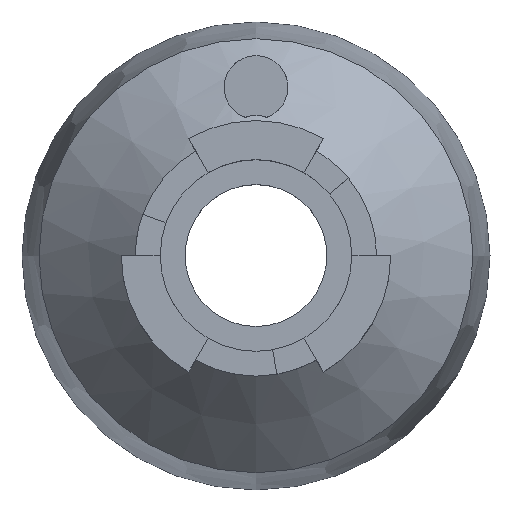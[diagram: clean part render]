
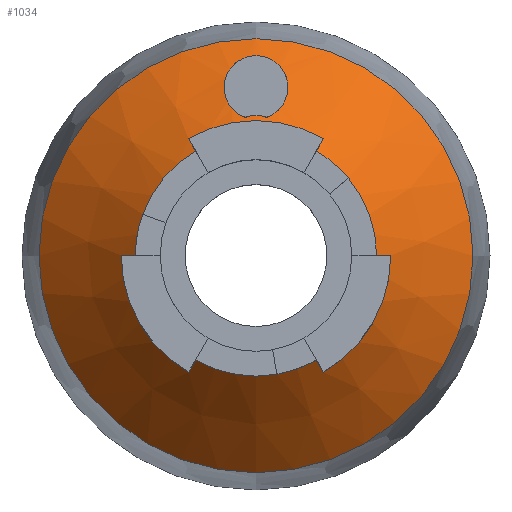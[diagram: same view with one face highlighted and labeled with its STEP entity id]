
A CAD part, top view. The second image highlights one B-rep face of the part: STEP entity #1034.
In plain terms, the highlighted conical face has half-angle 45 degrees and reference radius 23.645 mm.
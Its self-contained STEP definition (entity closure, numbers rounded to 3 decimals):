
#15=CONICAL_SURFACE('',#1120,23.645,0.785);
#19=FACE_BOUND('',#134,.T.);
#73=FACE_OUTER_BOUND('',#133,.T.);
#133=EDGE_LOOP('',(#743,#744,#745,#746,#747,#748,#749,#750,#751,#752,#753,
#754,#755,#756,#757,#758));
#134=EDGE_LOOP('',(#759,#760,#761));
#193=LINE('',#1690,#285);
#196=LINE('',#1696,#288);
#200=LINE('',#1705,#292);
#201=LINE('',#1710,#293);
#202=LINE('',#1714,#294);
#203=LINE('',#1718,#295);
#204=LINE('',#1722,#296);
#285=VECTOR('',#1271,10.);
#288=VECTOR('',#1276,10.);
#292=VECTOR('',#1284,23.645);
#293=VECTOR('',#1289,10.);
#294=VECTOR('',#1292,10.);
#295=VECTOR('',#1295,10.);
#296=VECTOR('',#1298,10.);
#370=CIRCLE('',#1099,19.701);
#381=CIRCLE('',#1116,19.);
#383=CIRCLE('',#1121,30.589);
#384=CIRCLE('',#1122,17.);
#385=CIRCLE('',#1123,17.);
#386=CIRCLE('',#1124,19.);
#387=CIRCLE('',#1125,17.);
#388=CIRCLE('',#1126,19.);
#389=CIRCLE('',#1127,17.);
#430=B_SPLINE_CURVE_WITH_KNOTS('',3,(#1551,#1552,#1553,#1554,#1555,#1556,
#1557,#1558,#1559,#1560,#1561,#1562,#1563,#1564,#1565,#1566,#1567,#1568,
#1569,#1570,#1571,#1572,#1573,#1574,#1575,#1576,#1577,#1578,#1579),
 .UNSPECIFIED.,.F.,.F.,(4,2,2,3,2,2,2,2,2,2,2,2,2,4),(-0.533,
-0.437,-0.218,0.,0.254,0.507,
0.716,0.82,0.924,1.028,
1.133,1.341,1.595,1.731),
 .UNSPECIFIED.);
#431=B_SPLINE_CURVE_WITH_KNOTS('',3,(#1582,#1583,#1584,#1585,#1586,#1587,
#1588,#1589,#1590,#1591),.UNSPECIFIED.,.F.,.F.,(4,2,2,2,4),(1.731,
1.848,2.067,2.285,2.381),
 .UNSPECIFIED.);
#434=VERTEX_POINT('',#1549);
#435=VERTEX_POINT('',#1550);
#436=VERTEX_POINT('',#1580);
#451=VERTEX_POINT('',#1680);
#452=VERTEX_POINT('',#1681);
#455=VERTEX_POINT('',#1689);
#457=VERTEX_POINT('',#1695);
#459=VERTEX_POINT('',#1702);
#460=VERTEX_POINT('',#1704);
#461=VERTEX_POINT('',#1707);
#462=VERTEX_POINT('',#1709);
#463=VERTEX_POINT('',#1711);
#464=VERTEX_POINT('',#1713);
#465=VERTEX_POINT('',#1715);
#466=VERTEX_POINT('',#1717);
#467=VERTEX_POINT('',#1719);
#468=VERTEX_POINT('',#1721);
#537=EDGE_CURVE('',#434,#435,#430,.T.);
#539=EDGE_CURVE('',#435,#436,#431,.T.);
#543=EDGE_CURVE('',#436,#434,#370,.T.);
#559=EDGE_CURVE('',#451,#452,#381,.T.);
#563=EDGE_CURVE('',#455,#451,#193,.T.);
#566=EDGE_CURVE('',#452,#457,#196,.T.);
#570=EDGE_CURVE('',#459,#459,#383,.T.);
#571=EDGE_CURVE('',#459,#460,#200,.T.);
#572=EDGE_CURVE('',#455,#460,#384,.T.);
#573=EDGE_CURVE('',#461,#457,#385,.T.);
#574=EDGE_CURVE('',#461,#462,#201,.T.);
#575=EDGE_CURVE('',#462,#463,#386,.T.);
#576=EDGE_CURVE('',#463,#464,#202,.T.);
#577=EDGE_CURVE('',#465,#464,#387,.T.);
#578=EDGE_CURVE('',#465,#466,#203,.T.);
#579=EDGE_CURVE('',#466,#467,#388,.T.);
#580=EDGE_CURVE('',#467,#468,#204,.T.);
#581=EDGE_CURVE('',#460,#468,#389,.T.);
#743=ORIENTED_EDGE('',*,*,#570,.F.);
#744=ORIENTED_EDGE('',*,*,#571,.T.);
#745=ORIENTED_EDGE('',*,*,#572,.F.);
#746=ORIENTED_EDGE('',*,*,#563,.T.);
#747=ORIENTED_EDGE('',*,*,#559,.T.);
#748=ORIENTED_EDGE('',*,*,#566,.T.);
#749=ORIENTED_EDGE('',*,*,#573,.F.);
#750=ORIENTED_EDGE('',*,*,#574,.T.);
#751=ORIENTED_EDGE('',*,*,#575,.T.);
#752=ORIENTED_EDGE('',*,*,#576,.T.);
#753=ORIENTED_EDGE('',*,*,#577,.F.);
#754=ORIENTED_EDGE('',*,*,#578,.T.);
#755=ORIENTED_EDGE('',*,*,#579,.T.);
#756=ORIENTED_EDGE('',*,*,#580,.T.);
#757=ORIENTED_EDGE('',*,*,#581,.F.);
#758=ORIENTED_EDGE('',*,*,#571,.F.);
#759=ORIENTED_EDGE('',*,*,#543,.T.);
#760=ORIENTED_EDGE('',*,*,#537,.T.);
#761=ORIENTED_EDGE('',*,*,#539,.T.);
#1034=ADVANCED_FACE('',(#73,#19),#15,.T.);
#1099=AXIS2_PLACEMENT_3D('',#1646,#1224,#1225);
#1116=AXIS2_PLACEMENT_3D('',#1682,#1263,#1264);
#1120=AXIS2_PLACEMENT_3D('',#1701,#1280,#1281);
#1121=AXIS2_PLACEMENT_3D('',#1703,#1282,#1283);
#1122=AXIS2_PLACEMENT_3D('',#1706,#1285,#1286);
#1123=AXIS2_PLACEMENT_3D('',#1708,#1287,#1288);
#1124=AXIS2_PLACEMENT_3D('',#1712,#1290,#1291);
#1125=AXIS2_PLACEMENT_3D('',#1716,#1293,#1294);
#1126=AXIS2_PLACEMENT_3D('',#1720,#1296,#1297);
#1127=AXIS2_PLACEMENT_3D('',#1723,#1299,#1300);
#1224=DIRECTION('center_axis',(0.,0.,1.));
#1225=DIRECTION('ref_axis',(0.,1.,0.));
#1263=DIRECTION('center_axis',(0.,0.,-1.));
#1264=DIRECTION('ref_axis',(-1.,0.,0.));
#1271=DIRECTION('',(-0.354,-0.612,-0.707));
#1276=DIRECTION('',(0.707,0.,0.707));
#1280=DIRECTION('center_axis',(0.,0.,-1.));
#1281=DIRECTION('ref_axis',(0.,1.,0.));
#1282=DIRECTION('center_axis',(0.,0.,-1.));
#1283=DIRECTION('ref_axis',(1.,0.,0.));
#1284=DIRECTION('',(0.,0.707,0.707));
#1285=DIRECTION('center_axis',(0.,0.,1.));
#1286=DIRECTION('ref_axis',(-1.,0.,0.));
#1287=DIRECTION('center_axis',(0.,0.,1.));
#1288=DIRECTION('ref_axis',(-1.,0.,0.));
#1289=DIRECTION('',(-0.354,0.612,-0.707));
#1290=DIRECTION('center_axis',(0.,0.,-1.));
#1291=DIRECTION('ref_axis',(0.5,0.866,0.));
#1292=DIRECTION('',(-0.354,-0.612,0.707));
#1293=DIRECTION('center_axis',(0.,0.,1.));
#1294=DIRECTION('ref_axis',(-1.,0.,0.));
#1295=DIRECTION('',(0.707,0.,-0.707));
#1296=DIRECTION('center_axis',(0.,0.,-1.));
#1297=DIRECTION('ref_axis',(0.5,-0.866,0.));
#1298=DIRECTION('',(-0.354,0.612,0.707));
#1299=DIRECTION('center_axis',(0.,0.,1.));
#1300=DIRECTION('ref_axis',(-1.,0.,0.));
#1549=CARTESIAN_POINT('',(-16.879,20.11,-1.999));
#1550=CARTESIAN_POINT('',(-10.5,24.199,-6.422));
#1551=CARTESIAN_POINT('Ctrl Pts',(-16.879,20.11,-1.999));
#1552=CARTESIAN_POINT('Ctrl Pts',(-17.154,20.237,-2.152));
#1553=CARTESIAN_POINT('Ctrl Pts',(-17.404,20.386,-2.329));
#1554=CARTESIAN_POINT('Ctrl Pts',(-18.108,20.89,-2.92));
#1555=CARTESIAN_POINT('Ctrl Pts',(-18.517,21.334,-3.427));
#1556=CARTESIAN_POINT('Ctrl Pts',(-19.124,22.308,-4.493));
#1557=CARTESIAN_POINT('Ctrl Pts',(-19.32,22.84,-5.053));
#1558=CARTESIAN_POINT('Ctrl Pts',(-19.418,23.345,-5.567));
#1559=CARTESIAN_POINT('Ctrl Pts',(-19.532,23.932,-6.165));
#1560=CARTESIAN_POINT('Ctrl Pts',(-19.532,24.591,-6.812));
#1561=CARTESIAN_POINT('Ctrl Pts',(-19.224,25.888,-8.035));
#1562=CARTESIAN_POINT('Ctrl Pts',(-18.915,26.525,-8.612));
#1563=CARTESIAN_POINT('Ctrl Pts',(-18.106,27.506,-9.48));
#1564=CARTESIAN_POINT('Ctrl Pts',(-17.601,27.933,-9.848));
#1565=CARTESIAN_POINT('Ctrl Pts',(-16.697,28.381,-10.23));
#1566=CARTESIAN_POINT('Ctrl Pts',(-16.372,28.499,-10.33));
#1567=CARTESIAN_POINT('Ctrl Pts',(-15.697,28.658,-10.464));
#1568=CARTESIAN_POINT('Ctrl Pts',(-15.347,28.699,-10.498));
#1569=CARTESIAN_POINT('Ctrl Pts',(-14.653,28.699,-10.498));
#1570=CARTESIAN_POINT('Ctrl Pts',(-14.303,28.658,-10.464));
#1571=CARTESIAN_POINT('Ctrl Pts',(-13.628,28.499,-10.33));
#1572=CARTESIAN_POINT('Ctrl Pts',(-13.303,28.381,-10.23));
#1573=CARTESIAN_POINT('Ctrl Pts',(-12.399,27.933,-9.848));
#1574=CARTESIAN_POINT('Ctrl Pts',(-11.894,27.506,-9.48));
#1575=CARTESIAN_POINT('Ctrl Pts',(-11.085,26.525,-8.612));
#1576=CARTESIAN_POINT('Ctrl Pts',(-10.776,25.888,-8.035));
#1577=CARTESIAN_POINT('Ctrl Pts',(-10.539,24.892,-7.095));
#1578=CARTESIAN_POINT('Ctrl Pts',(-10.5,24.541,-6.757));
#1579=CARTESIAN_POINT('Ctrl Pts',(-10.5,24.199,-6.422));
#1580=CARTESIAN_POINT('',(-13.121,20.11,-1.999));
#1582=CARTESIAN_POINT('Ctrl Pts',(-10.5,24.199,-6.422));
#1583=CARTESIAN_POINT('Ctrl Pts',(-10.5,23.904,-6.132));
#1584=CARTESIAN_POINT('Ctrl Pts',(-10.529,23.617,-5.844));
#1585=CARTESIAN_POINT('Ctrl Pts',(-10.68,22.84,-5.053));
#1586=CARTESIAN_POINT('Ctrl Pts',(-10.876,22.308,-4.493));
#1587=CARTESIAN_POINT('Ctrl Pts',(-11.483,21.334,-3.427));
#1588=CARTESIAN_POINT('Ctrl Pts',(-11.892,20.89,-2.92));
#1589=CARTESIAN_POINT('Ctrl Pts',(-12.596,20.386,-2.329));
#1590=CARTESIAN_POINT('Ctrl Pts',(-12.846,20.237,-2.152));
#1591=CARTESIAN_POINT('Ctrl Pts',(-13.121,20.11,-1.999));
#1646=CARTESIAN_POINT('Origin',(-15.,0.499,-1.999));
#1680=CARTESIAN_POINT('',(-24.502,-15.954,-1.298));
#1681=CARTESIAN_POINT('',(-34.,0.496,-1.298));
#1682=CARTESIAN_POINT('Origin',(-15.,0.499,-1.298));
#1689=CARTESIAN_POINT('',(-23.502,-14.222,0.702));
#1690=CARTESIAN_POINT('',(-24.002,-15.088,-0.298));
#1695=CARTESIAN_POINT('',(-32.,0.496,0.702));
#1696=CARTESIAN_POINT('',(-33.,0.496,-0.298));
#1701=CARTESIAN_POINT('Origin',(-15.,0.499,-5.943));
#1702=CARTESIAN_POINT('',(-15.,-30.089,-12.887));
#1703=CARTESIAN_POINT('Origin',(-15.,0.499,-12.887));
#1704=CARTESIAN_POINT('',(-15.,-16.501,0.702));
#1705=CARTESIAN_POINT('',(-15.,-23.145,-5.943));
#1706=CARTESIAN_POINT('Origin',(-15.,0.499,0.702));
#1707=CARTESIAN_POINT('',(-23.5,15.222,0.702));
#1708=CARTESIAN_POINT('Origin',(-15.,0.499,0.702));
#1709=CARTESIAN_POINT('',(-24.5,16.954,-1.298));
#1710=CARTESIAN_POINT('',(-26.822,20.976,-5.943));
#1711=CARTESIAN_POINT('',(-5.5,16.954,-1.298));
#1712=CARTESIAN_POINT('Origin',(-15.,0.499,-1.298));
#1713=CARTESIAN_POINT('',(-6.5,15.222,0.702));
#1714=CARTESIAN_POINT('',(-3.178,20.976,-5.943));
#1715=CARTESIAN_POINT('',(2.,0.493,0.702));
#1716=CARTESIAN_POINT('Origin',(-15.,0.499,0.702));
#1717=CARTESIAN_POINT('',(4.,0.493,-1.298));
#1718=CARTESIAN_POINT('',(3.,0.493,-0.298));
#1719=CARTESIAN_POINT('',(-5.502,-15.957,-1.298));
#1720=CARTESIAN_POINT('Origin',(-15.,0.499,-1.298));
#1721=CARTESIAN_POINT('',(-6.502,-14.225,0.702));
#1722=CARTESIAN_POINT('',(-6.002,-15.091,-0.298));
#1723=CARTESIAN_POINT('Origin',(-15.,0.499,0.702));
